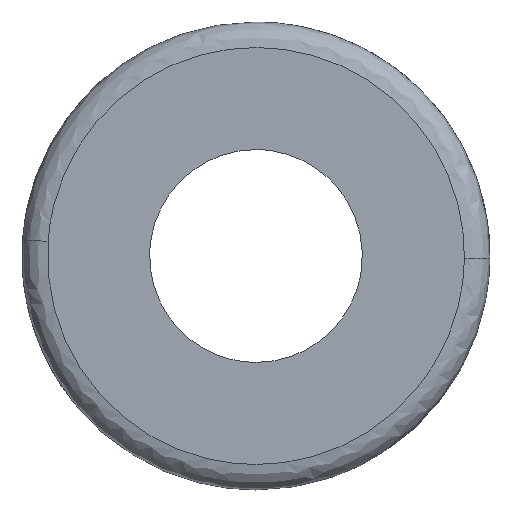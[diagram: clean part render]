
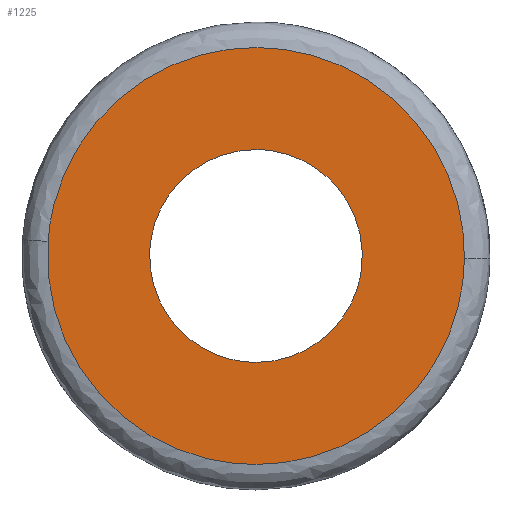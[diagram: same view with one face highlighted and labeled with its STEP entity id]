
A CAD part, front view. The second image highlights one B-rep face of the part: STEP entity #1225.
In plain terms, the highlighted free-form (B-spline) face has degree [1, 1] with [2, 2] control points.
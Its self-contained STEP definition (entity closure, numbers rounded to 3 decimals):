
#703=CARTESIAN_POINT('',(2.483,0.,-0.295));
#704=VERTEX_POINT('',#703);
#710=CARTESIAN_POINT('',(0.0,0.,2.5));
#711=VERTEX_POINT('',#710);
#712=CARTESIAN_POINT('',(2.483,0.,-0.295));
#713=CARTESIAN_POINT('',(2.5,0.,-0.148));
#714=CARTESIAN_POINT('',(2.5,0.,0.));
#715=CARTESIAN_POINT('',(2.5,0.,2.5));
#716=CARTESIAN_POINT('',(0.0,0.,2.5));
#724=(BOUNDED_CURVE()B_SPLINE_CURVE(2,(#712,#713,#714,#715,#716),.UNSPECIFIED.,.F.,.U.)B_SPLINE_CURVE_WITH_KNOTS((3,2,3),(0.23,0.25,0.5),.UNSPECIFIED.)CURVE()GEOMETRIC_REPRESENTATION_ITEM()RATIONAL_B_SPLINE_CURVE((0.956,0.976,1.0,0.707,1.0))REPRESENTATION_ITEM(''));
#725=EDGE_CURVE('',#704,#711,#724,.T.);
#727=CARTESIAN_POINT('',(-2.495,0.,0.153));
#728=VERTEX_POINT('',#727);
#729=CARTESIAN_POINT('',(0.0,0.,2.5));
#730=CARTESIAN_POINT('',(-2.352,0.,2.5));
#731=CARTESIAN_POINT('',(-2.495,0.,0.153));
#739=(BOUNDED_CURVE()B_SPLINE_CURVE(2,(#729,#730,#731),.UNSPECIFIED.,.F.,.U.)B_SPLINE_CURVE_WITH_KNOTS((3,3),(0.5,0.739),.UNSPECIFIED.)CURVE()GEOMETRIC_REPRESENTATION_ITEM()RATIONAL_B_SPLINE_CURVE((1.0,0.72,0.976))REPRESENTATION_ITEM(''));
#740=EDGE_CURVE('',#711,#728,#739,.T.);
#814=CARTESIAN_POINT('',(0.0,0.,-2.5));
#815=VERTEX_POINT('',#814);
#816=CARTESIAN_POINT('',(-2.495,0.,0.153));
#817=CARTESIAN_POINT('',(-2.5,0.,0.076));
#818=CARTESIAN_POINT('',(-2.5,0.,0.));
#819=CARTESIAN_POINT('',(-2.5,0.,-2.5));
#820=CARTESIAN_POINT('',(0.0,0.,-2.5));
#828=(BOUNDED_CURVE()B_SPLINE_CURVE(2,(#816,#817,#818,#819,#820),.UNSPECIFIED.,.F.,.U.)B_SPLINE_CURVE_WITH_KNOTS((3,2,3),(0.739,0.75,1.0),.UNSPECIFIED.)CURVE()GEOMETRIC_REPRESENTATION_ITEM()RATIONAL_B_SPLINE_CURVE((0.976,0.988,1.0,0.707,1.0))REPRESENTATION_ITEM(''));
#829=EDGE_CURVE('',#728,#815,#828,.T.);
#831=CARTESIAN_POINT('',(0.0,0.,-2.5));
#832=CARTESIAN_POINT('',(2.22,0.,-2.5));
#833=CARTESIAN_POINT('',(2.483,0.,-0.295));
#841=(BOUNDED_CURVE()B_SPLINE_CURVE(2,(#831,#832,#833),.UNSPECIFIED.,.F.,.U.)B_SPLINE_CURVE_WITH_KNOTS((3,3),(0.0,0.23),.UNSPECIFIED.)CURVE()GEOMETRIC_REPRESENTATION_ITEM()RATIONAL_B_SPLINE_CURVE((1.0,0.731,0.956))REPRESENTATION_ITEM(''));
#842=EDGE_CURVE('',#815,#704,#841,.T.);
#1031=CARTESIAN_POINT('',(4.9,0.,-0.062));
#1032=VERTEX_POINT('',#1031);
#1046=CARTESIAN_POINT('',(0.0,0.,-4.9));
#1047=VERTEX_POINT('',#1046);
#1048=CARTESIAN_POINT('',(0.0,0.,-4.9));
#1049=CARTESIAN_POINT('',(4.839,0.,-4.9));
#1050=CARTESIAN_POINT('',(4.9,0.,-0.062));
#1058=(BOUNDED_CURVE()B_SPLINE_CURVE(2,(#1048,#1049,#1050),.UNSPECIFIED.,.F.,.U.)B_SPLINE_CURVE_WITH_KNOTS((3,3),(0.0,0.248),.UNSPECIFIED.)CURVE()GEOMETRIC_REPRESENTATION_ITEM()RATIONAL_B_SPLINE_CURVE((1.0,0.71,0.995))REPRESENTATION_ITEM(''));
#1059=EDGE_CURVE('',#1047,#1032,#1058,.T.);
#1061=CARTESIAN_POINT('',(-4.888,0.,0.342));
#1062=VERTEX_POINT('',#1061);
#1063=CARTESIAN_POINT('',(-4.888,0.,0.342));
#1064=CARTESIAN_POINT('',(-4.9,0.,0.171));
#1065=CARTESIAN_POINT('',(-4.9,0.,0.));
#1066=CARTESIAN_POINT('',(-4.9,0.,-4.9));
#1067=CARTESIAN_POINT('',(0.0,0.,-4.9));
#1075=(BOUNDED_CURVE()B_SPLINE_CURVE(2,(#1063,#1064,#1065,#1066,#1067),.UNSPECIFIED.,.F.,.U.)B_SPLINE_CURVE_WITH_KNOTS((3,2,3),(0.738,0.75,1.0),.UNSPECIFIED.)CURVE()GEOMETRIC_REPRESENTATION_ITEM()RATIONAL_B_SPLINE_CURVE((0.973,0.986,1.0,0.707,1.0))REPRESENTATION_ITEM(''));
#1076=EDGE_CURVE('',#1062,#1047,#1075,.T.);
#1119=CARTESIAN_POINT('',(0.0,0.,4.9));
#1120=VERTEX_POINT('',#1119);
#1121=CARTESIAN_POINT('',(0.0,0.,4.9));
#1122=CARTESIAN_POINT('',(-4.569,0.,4.9));
#1123=CARTESIAN_POINT('',(-4.888,0.,0.342));
#1131=(BOUNDED_CURVE()B_SPLINE_CURVE(2,(#1121,#1122,#1123),.UNSPECIFIED.,.F.,.U.)B_SPLINE_CURVE_WITH_KNOTS((3,3),(0.5,0.738),.UNSPECIFIED.)CURVE()GEOMETRIC_REPRESENTATION_ITEM()RATIONAL_B_SPLINE_CURVE((1.0,0.721,0.973))REPRESENTATION_ITEM(''));
#1132=EDGE_CURVE('',#1120,#1062,#1131,.T.);
#1134=CARTESIAN_POINT('',(4.9,0.,-0.062));
#1135=CARTESIAN_POINT('',(4.9,0.,-0.031));
#1136=CARTESIAN_POINT('',(4.9,0.,0.));
#1137=CARTESIAN_POINT('',(4.9,0.,4.9));
#1138=CARTESIAN_POINT('',(0.0,0.,4.9));
#1146=(BOUNDED_CURVE()B_SPLINE_CURVE(2,(#1134,#1135,#1136,#1137,#1138),.UNSPECIFIED.,.F.,.U.)B_SPLINE_CURVE_WITH_KNOTS((3,2,3),(0.248,0.25,0.5),.UNSPECIFIED.)CURVE()GEOMETRIC_REPRESENTATION_ITEM()RATIONAL_B_SPLINE_CURVE((0.995,0.997,1.0,0.707,1.0))REPRESENTATION_ITEM(''));
#1147=EDGE_CURVE('',#1032,#1120,#1146,.T.);
#1208=CARTESIAN_POINT('',(-5.389,0.,-5.39));
#1209=CARTESIAN_POINT('',(-5.389,0.,5.39));
#1210=CARTESIAN_POINT('',(5.389,0.,-5.39));
#1211=CARTESIAN_POINT('',(5.389,0.,5.39));
#1212=B_SPLINE_SURFACE_WITH_KNOTS('',1,1,((#1208,#1210),(#1209,#1211)),.UNSPECIFIED.,.F.,.F.,.U.,(2,2),(2,2),(0.0,10.779),(0.0,10.778),.UNSPECIFIED.);
#1213=ORIENTED_EDGE('',*,*,#1059,.T.);
#1214=ORIENTED_EDGE('',*,*,#1147,.T.);
#1215=ORIENTED_EDGE('',*,*,#1132,.T.);
#1216=ORIENTED_EDGE('',*,*,#1076,.T.);
#1217=EDGE_LOOP('',(#1213,#1214,#1215,#1216));
#1218=FACE_OUTER_BOUND('',#1217,.T.);
#1219=ORIENTED_EDGE('',*,*,#740,.F.);
#1220=ORIENTED_EDGE('',*,*,#725,.F.);
#1221=ORIENTED_EDGE('',*,*,#842,.F.);
#1222=ORIENTED_EDGE('',*,*,#829,.F.);
#1223=EDGE_LOOP('',(#1219,#1220,#1221,#1222));
#1224=FACE_BOUND('',#1223,.T.);
#1225=ADVANCED_FACE('',(#1218,#1224),#1212,.F.);
